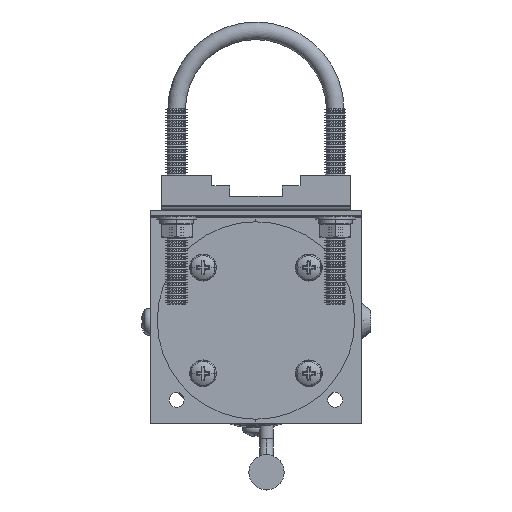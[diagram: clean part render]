
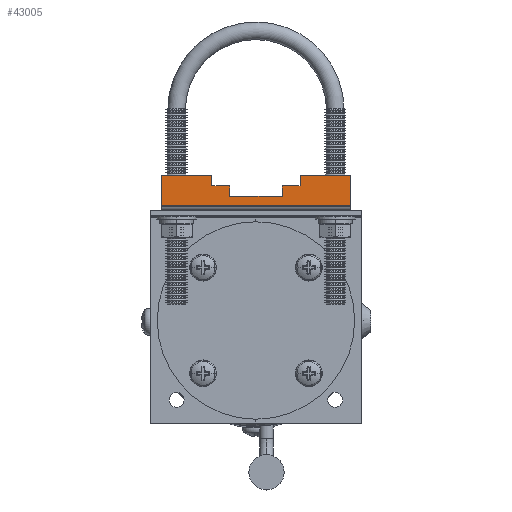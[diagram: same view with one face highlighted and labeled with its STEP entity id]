
A CAD part, top view. The second image highlights one B-rep face of the part: STEP entity #43005.
In plain terms, the highlighted planar face has unit normal (0, 0, 1).
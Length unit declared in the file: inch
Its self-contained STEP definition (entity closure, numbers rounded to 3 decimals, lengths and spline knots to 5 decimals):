
#1191 = VECTOR ( 'NONE', #44588, 39.37008 ) ;
#1418 = VECTOR ( 'NONE', #35646, 39.37008 ) ;
#2937 = VECTOR ( 'NONE', #22123, 39.37008 ) ;
#2978 = CARTESIAN_POINT ( 'NONE',  ( -0.375, -0.35, 0.51 ) ) ;
#3291 = VERTEX_POINT ( 'NONE', #10500 ) ;
#3658 = EDGE_CURVE ( 'NONE', #28140, #3291, #16849, .T. ) ;
#3871 = EDGE_CURVE ( 'NONE', #4647, #4038, #35084, .T. ) ;
#4038 = VERTEX_POINT ( 'NONE', #20038 ) ;
#4396 = EDGE_CURVE ( 'NONE', #17393, #3291, #42561, .T. ) ;
#4647 = VERTEX_POINT ( 'NONE', #14789 ) ;
#8522 = CARTESIAN_POINT ( 'NONE',  ( 1.345, -0.5, 0.51 ) ) ;
#9509 = EDGE_CURVE ( 'NONE', #13215, #11279, #20789, .T. ) ;
#9889 = ORIENTED_EDGE ( 'NONE', *, *, #10114, .T. ) ;
#10114 = EDGE_CURVE ( 'NONE', #13667, #41983, #36406, .T. ) ;
#10500 = CARTESIAN_POINT ( 'NONE',  ( 0.625, -0.5, 0.51 ) ) ;
#10785 = CARTESIAN_POINT ( 'NONE',  ( 1.345, -0.5, 0.51 ) ) ;
#11060 = AXIS2_PLACEMENT_3D ( 'NONE', #29486, #40012, #22652 ) ;
#11133 = CARTESIAN_POINT ( 'NONE',  ( -0.625, -0.5, 0.51 ) ) ;
#11279 = VERTEX_POINT ( 'NONE', #33911 ) ;
#11568 = DIRECTION ( 'NONE',  ( 1., 0., 0. ) ) ;
#11584 = ORIENTED_EDGE ( 'NONE', *, *, #38059, .T. ) ;
#12180 = DIRECTION ( 'NONE',  ( 0., -1., 0. ) ) ;
#12327 = CARTESIAN_POINT ( 'NONE',  ( -1.345, -0.5, 0.51 ) ) ;
#12534 = EDGE_CURVE ( 'NONE', #11279, #4647, #20548, .T. ) ;
#13215 = VERTEX_POINT ( 'NONE', #2978 ) ;
#13247 = VERTEX_POINT ( 'NONE', #17142 ) ;
#13446 = CARTESIAN_POINT ( 'NONE',  ( -0.375, -0.5, 0.51 ) ) ;
#13667 = VERTEX_POINT ( 'NONE', #40956 ) ;
#14789 = CARTESIAN_POINT ( 'NONE',  ( 0.375, -0.2, 0.51 ) ) ;
#14794 = CARTESIAN_POINT ( 'NONE',  ( 1.345, -0.35, 0.51 ) ) ;
#15222 = LINE ( 'NONE', #14794, #24925 ) ;
#15541 = FACE_OUTER_BOUND ( 'NONE', #37408, .T. ) ;
#15866 = CARTESIAN_POINT ( 'NONE',  ( 0.625, -0.35, 0.51 ) ) ;
#16849 = LINE ( 'NONE', #23751, #27935 ) ;
#17142 = CARTESIAN_POINT ( 'NONE',  ( -0.625, -0.5, 0.51 ) ) ;
#17220 = VECTOR ( 'NONE', #41355, 39.37008 ) ;
#17393 = VERTEX_POINT ( 'NONE', #15866 ) ;
#17728 = DIRECTION ( 'NONE',  ( 0., -1., 0. ) ) ;
#17799 = ORIENTED_EDGE ( 'NONE', *, *, #9509, .T. ) ;
#18752 = EDGE_CURVE ( 'NONE', #23729, #13667, #25441, .T. ) ;
#19511 = DIRECTION ( 'NONE',  ( -1., 0., 0. ) ) ;
#19930 = VECTOR ( 'NONE', #23987, 39.37008 ) ;
#20038 = CARTESIAN_POINT ( 'NONE',  ( 0.375, -0.35, 0.51 ) ) ;
#20133 = CARTESIAN_POINT ( 'NONE',  ( 1.345, -0.35, 0.51 ) ) ;
#20548 = LINE ( 'NONE', #21187, #17220 ) ;
#20690 = VECTOR ( 'NONE', #12180, 39.37008 ) ;
#20789 = LINE ( 'NONE', #13446, #19930 ) ;
#21187 = CARTESIAN_POINT ( 'NONE',  ( 1.345, -0.2, 0.51 ) ) ;
#21855 = CARTESIAN_POINT ( 'NONE',  ( 0.375, -0.5, 0.51 ) ) ;
#22051 = CARTESIAN_POINT ( 'NONE',  ( -1.345, -0.5, 0.51 ) ) ;
#22123 = DIRECTION ( 'NONE',  ( 0., 1., 0. ) ) ;
#22226 = VECTOR ( 'NONE', #19511, 39.37008 ) ;
#22652 = DIRECTION ( 'NONE',  ( 0., 1., 0. ) ) ;
#23670 = VECTOR ( 'NONE', #42827, 39.37008 ) ;
#23729 = VERTEX_POINT ( 'NONE', #33203 ) ;
#23751 = CARTESIAN_POINT ( 'NONE',  ( 1.345, -0.5, 0.51 ) ) ;
#23987 = DIRECTION ( 'NONE',  ( 0., 1., 0. ) ) ;
#24925 = VECTOR ( 'NONE', #11568, 39.37008 ) ;
#25441 = LINE ( 'NONE', #28861, #23670 ) ;
#25458 = ORIENTED_EDGE ( 'NONE', *, *, #35229, .F. ) ;
#26599 = LINE ( 'NONE', #8522, #22226 ) ;
#26604 = ORIENTED_EDGE ( 'NONE', *, *, #18752, .T. ) ;
#27935 = VECTOR ( 'NONE', #41350, 39.37008 ) ;
#28140 = VERTEX_POINT ( 'NONE', #10785 ) ;
#28167 = DIRECTION ( 'NONE',  ( 0., -1., 0. ) ) ;
#28372 = LINE ( 'NONE', #32470, #29530 ) ;
#28794 = EDGE_CURVE ( 'NONE', #13247, #33960, #28947, .T. ) ;
#28861 = CARTESIAN_POINT ( 'NONE',  ( 1.345, -0.07, 0.51 ) ) ;
#28863 = ORIENTED_EDGE ( 'NONE', *, *, #28794, .T. ) ;
#28947 = LINE ( 'NONE', #11133, #2937 ) ;
#29486 = CARTESIAN_POINT ( 'NONE',  ( 1.345, -0.5, 0.51 ) ) ;
#29530 = VECTOR ( 'NONE', #28167, 39.37008 ) ;
#29734 = ORIENTED_EDGE ( 'NONE', *, *, #3871, .T. ) ;
#30758 = EDGE_CURVE ( 'NONE', #33960, #13215, #15222, .T. ) ;
#32470 = CARTESIAN_POINT ( 'NONE',  ( 1.345, -0.5, 0.51 ) ) ;
#33056 = VECTOR ( 'NONE', #17728, 39.37008 ) ;
#33203 = CARTESIAN_POINT ( 'NONE',  ( 1.345, -0.07, 0.51 ) ) ;
#33612 = ORIENTED_EDGE ( 'NONE', *, *, #3658, .F. ) ;
#33911 = CARTESIAN_POINT ( 'NONE',  ( -0.375, -0.2, 0.51 ) ) ;
#33960 = VERTEX_POINT ( 'NONE', #38943 ) ;
#34974 = CARTESIAN_POINT ( 'NONE',  ( 0.625, -0.5, 0.51 ) ) ;
#35084 = LINE ( 'NONE', #21855, #33056 ) ;
#35229 = EDGE_CURVE ( 'NONE', #13247, #41983, #26599, .T. ) ;
#35444 = EDGE_CURVE ( 'NONE', #23729, #28140, #28372, .T. ) ;
#35646 = DIRECTION ( 'NONE',  ( 0., -1., 0. ) ) ;
#36406 = LINE ( 'NONE', #22051, #20690 ) ;
#36407 = ORIENTED_EDGE ( 'NONE', *, *, #30758, .T. ) ;
#36817 = PLANE ( 'NONE',  #11060 ) ;
#37408 = EDGE_LOOP ( 'NONE', ( #25458, #28863, #36407, #17799, #43011, #29734, #11584, #40518, #33612, #40509, #26604, #9889 ) ) ;
#38059 = EDGE_CURVE ( 'NONE', #4038, #17393, #44835, .T. ) ;
#38943 = CARTESIAN_POINT ( 'NONE',  ( -0.625, -0.35, 0.51 ) ) ;
#40012 = DIRECTION ( 'NONE',  ( 0., 0., -1. ) ) ;
#40509 = ORIENTED_EDGE ( 'NONE', *, *, #35444, .F. ) ;
#40518 = ORIENTED_EDGE ( 'NONE', *, *, #4396, .T. ) ;
#40956 = CARTESIAN_POINT ( 'NONE',  ( -1.345, -0.07, 0.51 ) ) ;
#41350 = DIRECTION ( 'NONE',  ( -1., 0., 0. ) ) ;
#41355 = DIRECTION ( 'NONE',  ( 1., 0., 0. ) ) ;
#41983 = VERTEX_POINT ( 'NONE', #12327 ) ;
#42561 = LINE ( 'NONE', #34974, #1418 ) ;
#42827 = DIRECTION ( 'NONE',  ( -1., 0., 0. ) ) ;
#43005 = ADVANCED_FACE ( 'NONE', ( #15541 ), #36817, .F. ) ;
#43011 = ORIENTED_EDGE ( 'NONE', *, *, #12534, .T. ) ;
#44588 = DIRECTION ( 'NONE',  ( 1., 0., 0. ) ) ;
#44835 = LINE ( 'NONE', #20133, #1191 ) ;
